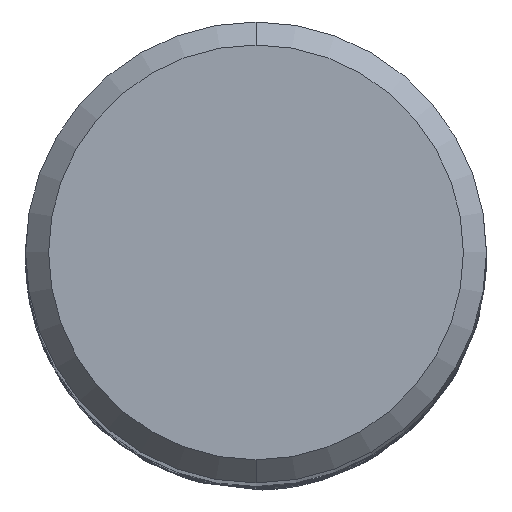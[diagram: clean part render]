
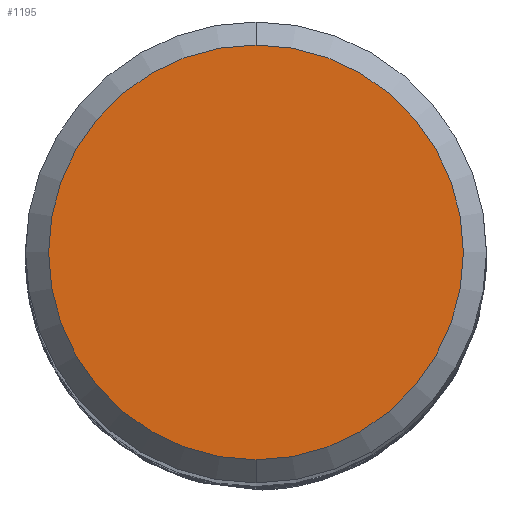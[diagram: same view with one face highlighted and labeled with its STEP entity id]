
A CAD part, top view. The second image highlights one B-rep face of the part: STEP entity #1195.
In plain terms, the highlighted planar face has unit normal (0, 0, 1).
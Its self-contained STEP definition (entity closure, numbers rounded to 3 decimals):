
#631=EDGE_CURVE('',#1095,#1717,#1832,.T.);
#1095=VERTEX_POINT('',#2339);
#1195=ADVANCED_FACE('',(#2453),#2454,.T.);
#1549=EDGE_CURVE('',#1717,#1095,#2832,.T.);
#1717=VERTEX_POINT('',#3015);
#1832=CIRCLE('',#3145,4.5);
#2339=CARTESIAN_POINT('',(0.0,4.5,0.0));
#2453=FACE_OUTER_BOUND('',#10434,.T.);
#2454=PLANE('',#10435);
#2832=CIRCLE('',#14564,4.5);
#3015=CARTESIAN_POINT('',(0.,-4.5,0.0));
#3145=AXIS2_PLACEMENT_3D('',#19579,#19580,#19581);
#10434=EDGE_LOOP('',(#20204,#20205));
#10435=AXIS2_PLACEMENT_3D('',#20206,#20207,#20208);
#14564=AXIS2_PLACEMENT_3D('',#20529,#20530,#20531);
#19579=CARTESIAN_POINT('',(0.0,0.0,0.0));
#19580=DIRECTION('',(0.0,0.0,-1.0));
#19581=DIRECTION('',(0.0,1.0,0.0));
#20204=ORIENTED_EDGE('',*,*,#631,.F.);
#20205=ORIENTED_EDGE('',*,*,#1549,.F.);
#20206=CARTESIAN_POINT('',(0.0,2.25,0.0));
#20207=DIRECTION('',(-0.0,0.0,1.0));
#20208=DIRECTION('',(0.0,-1.0,0.0));
#20529=CARTESIAN_POINT('',(0.0,0.0,0.0));
#20530=DIRECTION('',(0.0,0.0,-1.0));
#20531=DIRECTION('',(0.0,1.0,0.0));
